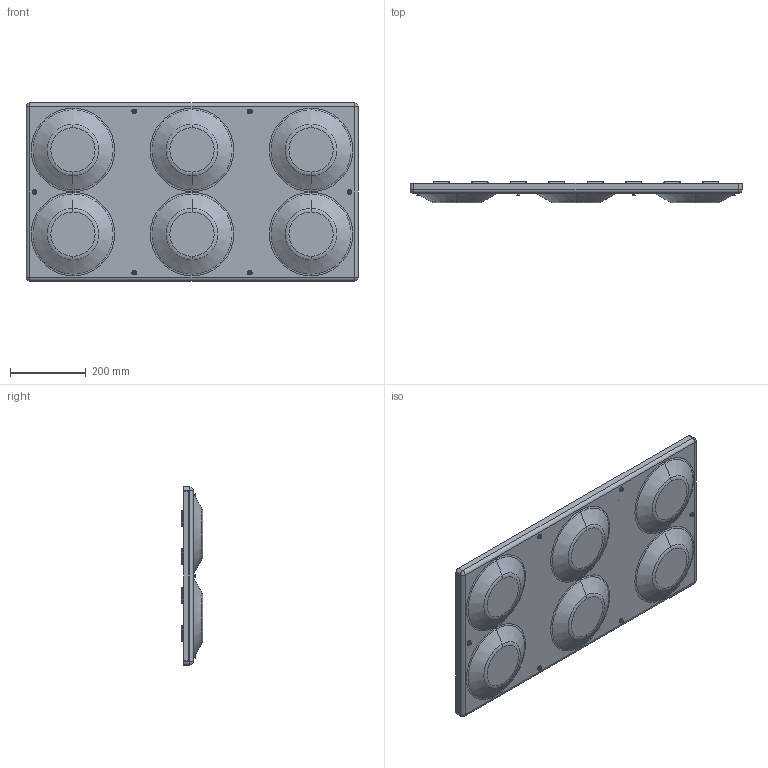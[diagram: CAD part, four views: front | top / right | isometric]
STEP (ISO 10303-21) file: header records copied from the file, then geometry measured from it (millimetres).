
FILE_DESCRIPTION (( 'STEP AP214' ), '1' );
FILE_NAME ('Foundation Assembly.STEP', '2019-02-06T20:25:59', ( '' ), ( '' ), 'SwSTEP 2.0', 'SolidWorks 2018', '' );
FILE_SCHEMA (( 'AUTOMOTIVE_DESIGN' ));
Length unit declared in the file: inch
Products named in the file (6): 10-32x0625_shcs_HX-SHCS 0.19-32x1.375x1-C; 10-32 Nylock Nut 1_90631A411; 10 Washer am-1026; Foundation Platform Lower Panel; Foundation Platform Top with Studs v3 Red; Foundation Assembly
Assembly tree (26 placements, depth 2):
  Foundation Assembly
    Foundation Platform Top with Studs v3 Red
    Foundation Platform Lower Panel
    10 Washer am-1026  x12
    10-32 Nylock Nut 1_90631A411  x6
    10-32x0625_shcs_HX-SHCS 0.19-32x1.375x1-C  x6
Bounding box: 876.3 x 57.15 x 469.9 mm (x, y, z)
Volume: 3296010.8 mm3; surface area: 2098557.1 mm2
Topology: 32 solids, 32 shells, 2186 faces, 4908 edges, 2732 vertices
Faces by surface type: cylinder 820, plane 540, cone 330, bspline 256, sphere 144, torus 96
Entity records: 45298 total; most frequent: CARTESIAN_POINT 13960, ORIENTED_EDGE 6680, DIRECTION 6347, EDGE_CURVE 3340, AXIS2_PLACEMENT_3D 2421, VERTEX_POINT 1914, EDGE_LOOP 1632, FACE_OUTER_BOUND 1520
